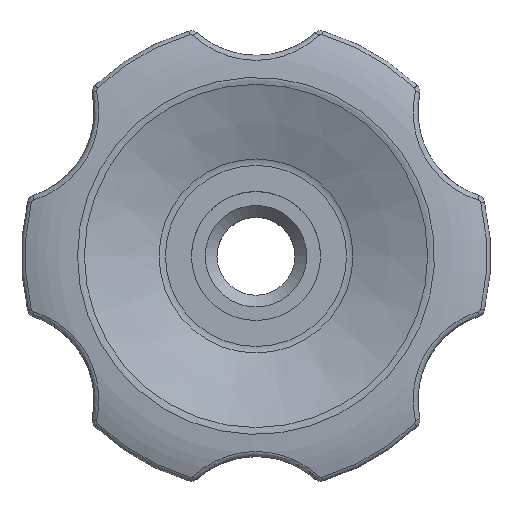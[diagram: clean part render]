
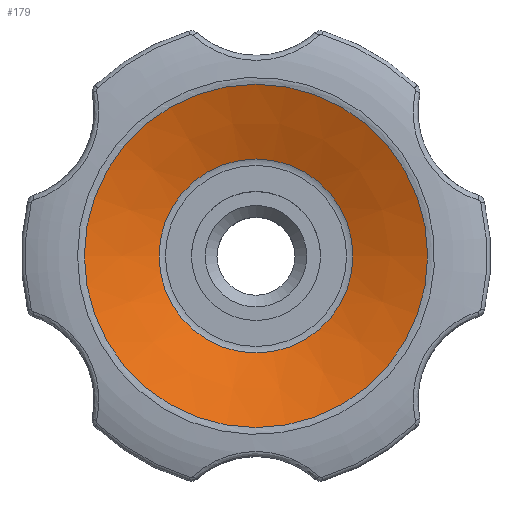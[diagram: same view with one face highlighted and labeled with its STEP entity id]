
A CAD part, top view. The second image highlights one B-rep face of the part: STEP entity #179.
In plain terms, the highlighted conical face has half-angle 68.629 degrees and reference radius 14.9 mm.
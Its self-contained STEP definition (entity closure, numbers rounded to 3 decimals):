
#179 = ADVANCED_FACE( '', ( #423, #424 ), #425, .F. );
#423 = FACE_BOUND( '', #2284, .T. );
#424 = FACE_OUTER_BOUND( '', #2285, .T. );
#425 = CONICAL_SURFACE( '', #2286, 14.9, 1.198 );
#2284 = EDGE_LOOP( '', ( #5589 ) );
#2285 = EDGE_LOOP( '', ( #5590 ) );
#2286 = AXIS2_PLACEMENT_3D( '', #5591, #5592, #5593 );
#5589 = ORIENTED_EDGE( '', *, *, #6055, .T. );
#5590 = ORIENTED_EDGE( '', *, *, #6065, .T. );
#5591 = CARTESIAN_POINT( '', ( 0., 0., 28. ) );
#5592 = DIRECTION( '', ( 0., 0., 1. ) );
#5593 = DIRECTION( '', ( 1., 0., 0. ) );
#6055 = EDGE_CURVE( '', #6364, #6364, #6365, .F. );
#6065 = EDGE_CURVE( '', #6381, #6381, #6382, .F. );
#6364 = VERTEX_POINT( '', #7130 );
#6365 = CIRCLE( '', #7131, 8.264 );
#6381 = VERTEX_POINT( '', #7147 );
#6382 = CIRCLE( '', #7148, 14.628 );
#7130 = CARTESIAN_POINT( '', ( 8.264, 0., 25.403 ) );
#7131 = AXIS2_PLACEMENT_3D( '', #9580, #9581, #9582 );
#7147 = CARTESIAN_POINT( '', ( -14.628, 0., 27.894 ) );
#7148 = AXIS2_PLACEMENT_3D( '', #9601, #9602, #9603 );
#9580 = CARTESIAN_POINT( '', ( 0., 0., 25.403 ) );
#9581 = DIRECTION( '', ( 0., 0., 1. ) );
#9582 = DIRECTION( '', ( 1., 0., 0. ) );
#9601 = CARTESIAN_POINT( '', ( 0., 0., 27.894 ) );
#9602 = DIRECTION( '', ( 0., 0., -1. ) );
#9603 = DIRECTION( '', ( -1., 0., 0. ) );
